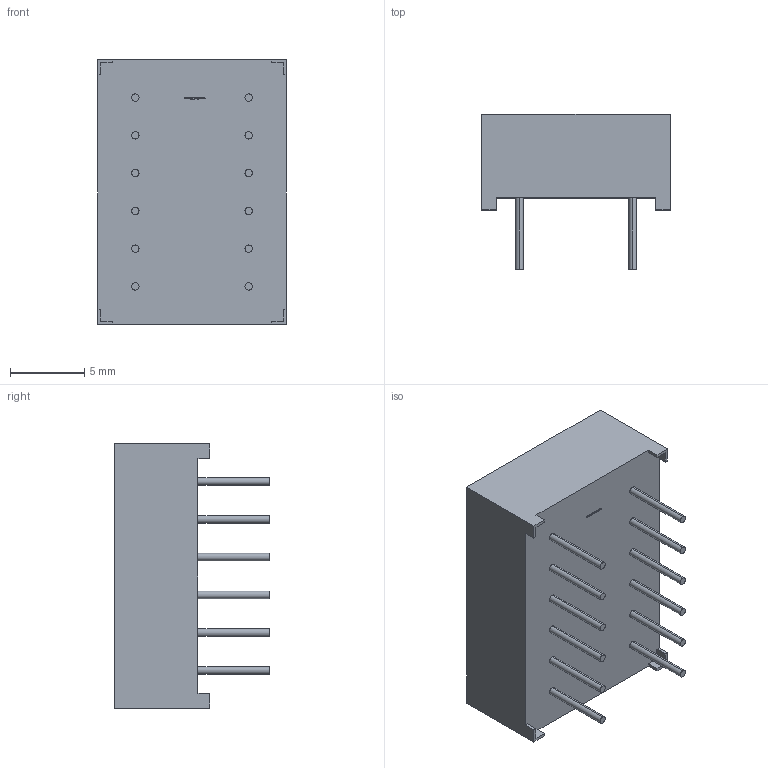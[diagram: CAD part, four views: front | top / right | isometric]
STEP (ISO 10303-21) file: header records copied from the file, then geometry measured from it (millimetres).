
FILE_DESCRIPTION (( 'STEP AP214' ), '1' );
FILE_NAME ('XMxx18.STEP', '2015-09-09T22:11:17', ( '' ), ( '' ), 'SwSTEP 2.0', 'SolidWorks 2012', '' );
FILE_SCHEMA (( 'AUTOMOTIVE_DESIGN' ));
Length unit declared in the file: millimetre
Products named in the file (1): XMxx18
Bounding box: 12.7 x 10.4 x 17.78 mm (x, y, z)
Volume: 1271.5 mm3; surface area: 907.3 mm2
Topology: 1 solids, 1 shells, 357 faces, 876 edges, 584 vertices
Faces by surface type: plane 195, cylinder 94, bspline 68
Entity records: 16004 total; most frequent: CARTESIAN_POINT 5014, ORIENTED_EDGE 1752, DIRECTION 1508, EDGE_CURVE 876, VERTEX_POINT 584, VECTOR 552, LINE 552, AXIS2_PLACEMENT_3D 478
